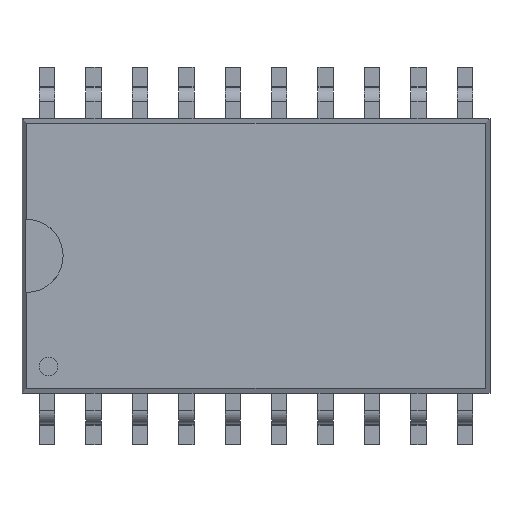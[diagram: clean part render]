
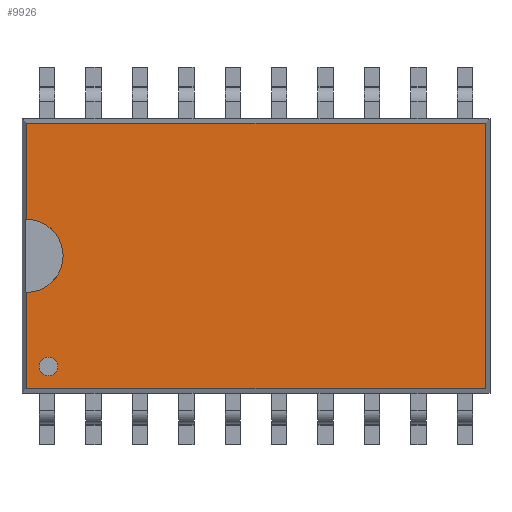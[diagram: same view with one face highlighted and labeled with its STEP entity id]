
A CAD part, top view. The second image highlights one B-rep face of the part: STEP entity #9926.
In plain terms, the highlighted planar face has unit normal (0, 0, 1).
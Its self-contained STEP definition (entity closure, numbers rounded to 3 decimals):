
#23 = DIRECTION ( 'NONE',  ( 0., 0., 1. ) ) ;
#61 = CARTESIAN_POINT ( 'NONE',  ( -6.276, 0., 1.15 ) ) ;
#81 = CARTESIAN_POINT ( 'NONE',  ( -6.276, 0., 1.15 ) ) ;
#302 = DIRECTION ( 'NONE',  ( 1., 0., 0. ) ) ;
#692 = AXIS2_PLACEMENT_3D ( 'NONE', #61, #8833, #1328 ) ;
#967 = ORIENTED_EDGE ( 'NONE', *, *, #1706, .T. ) ;
#1181 = AXIS2_PLACEMENT_3D ( 'NONE', #10398, #2898, #11677 ) ;
#1234 = CARTESIAN_POINT ( 'NONE',  ( -5.426, -3.026, 1.15 ) ) ;
#1328 = DIRECTION ( 'NONE',  ( 1., 0., 0. ) ) ;
#1347 = DIRECTION ( 'NONE',  ( 1., 0., 0. ) ) ;
#1359 = VERTEX_POINT ( 'NONE', #16001 ) ;
#1434 = CIRCLE ( 'NONE', #4742, 1. ) ;
#1544 = PLANE ( 'NONE',  #1181 ) ;
#1706 = EDGE_CURVE ( 'NONE', #11715, #13167, #1966, .T. ) ;
#1790 = CARTESIAN_POINT ( 'NONE',  ( -6.276, 3.75, 1.15 ) ) ;
#1966 = LINE ( 'NONE', #1790, #8233 ) ;
#1970 = CIRCLE ( 'NONE', #692, 1. ) ;
#2318 = EDGE_CURVE ( 'NONE', #3463, #5510, #8176, .T. ) ;
#2584 = VECTOR ( 'NONE', #11696, 1000. ) ;
#2636 = EDGE_CURVE ( 'NONE', #13998, #16229, #8501, .T. ) ;
#2798 = EDGE_LOOP ( 'NONE', ( #11666, #9037 ) ) ;
#2898 = DIRECTION ( 'NONE',  ( 0., 0., 1. ) ) ;
#2916 = CARTESIAN_POINT ( 'NONE',  ( -6.4, -3.626, 1.15 ) ) ;
#3134 = ORIENTED_EDGE ( 'NONE', *, *, #6359, .T. ) ;
#3463 = VERTEX_POINT ( 'NONE', #14269 ) ;
#3949 = CARTESIAN_POINT ( 'NONE',  ( -6.276, 3.75, 1.15 ) ) ;
#4135 = VECTOR ( 'NONE', #14120, 1000. ) ;
#4742 = AXIS2_PLACEMENT_3D ( 'NONE', #81, #8856, #1347 ) ;
#4781 = ORIENTED_EDGE ( 'NONE', *, *, #13749, .F. ) ;
#4961 = CIRCLE ( 'NONE', #12867, 0.25 ) ;
#5051 = CARTESIAN_POINT ( 'NONE',  ( 6.276, 3.626, 1.15 ) ) ;
#5129 = LINE ( 'NONE', #8474, #11777 ) ;
#5438 = CARTESIAN_POINT ( 'NONE',  ( 6.4, 3.626, 1.15 ) ) ;
#5510 = VERTEX_POINT ( 'NONE', #10862 ) ;
#6359 = EDGE_CURVE ( 'NONE', #5510, #9646, #12933, .T. ) ;
#7165 = CARTESIAN_POINT ( 'NONE',  ( -6.276, 1., 1.15 ) ) ;
#7539 = CARTESIAN_POINT ( 'NONE',  ( -5.676, -3.026, 1.15 ) ) ;
#7806 = VECTOR ( 'NONE', #13898, 1000. ) ;
#7830 = DIRECTION ( 'NONE',  ( 0., 0., 1. ) ) ;
#8176 = LINE ( 'NONE', #3949, #7806 ) ;
#8233 = VECTOR ( 'NONE', #11817, 1000. ) ;
#8432 = CARTESIAN_POINT ( 'NONE',  ( 6.276, -3.626, 1.15 ) ) ;
#8474 = CARTESIAN_POINT ( 'NONE',  ( 6.276, -3.75, 1.15 ) ) ;
#8501 = CIRCLE ( 'NONE', #8815, 0.25 ) ;
#8793 = DIRECTION ( 'NONE',  ( 1., 0., 0. ) ) ;
#8815 = AXIS2_PLACEMENT_3D ( 'NONE', #7539, #23, #8793 ) ;
#8833 = DIRECTION ( 'NONE',  ( 0., 0., 1. ) ) ;
#8856 = DIRECTION ( 'NONE',  ( 0., 0., 1. ) ) ;
#9037 = ORIENTED_EDGE ( 'NONE', *, *, #2636, .F. ) ;
#9152 = ORIENTED_EDGE ( 'NONE', *, *, #12963, .T. ) ;
#9646 = VERTEX_POINT ( 'NONE', #8432 ) ;
#9839 = VERTEX_POINT ( 'NONE', #5051 ) ;
#9926 = ADVANCED_FACE ( 'NONE', ( #10027, #13735 ), #1544, .T. ) ;
#10027 = FACE_OUTER_BOUND ( 'NONE', #15339, .T. ) ;
#10254 = EDGE_CURVE ( 'NONE', #9646, #9839, #5129, .T. ) ;
#10398 = CARTESIAN_POINT ( 'NONE',  ( 0., 0., 1.15 ) ) ;
#10862 = CARTESIAN_POINT ( 'NONE',  ( -6.276, -3.626, 1.15 ) ) ;
#11123 = ORIENTED_EDGE ( 'NONE', *, *, #10254, .T. ) ;
#11666 = ORIENTED_EDGE ( 'NONE', *, *, #12288, .F. ) ;
#11677 = DIRECTION ( 'NONE',  ( 1., 0., 0. ) ) ;
#11696 = DIRECTION ( 'NONE',  ( 1., 0., 0. ) ) ;
#11715 = VERTEX_POINT ( 'NONE', #13675 ) ;
#11777 = VECTOR ( 'NONE', #15997, 1000. ) ;
#11817 = DIRECTION ( 'NONE',  ( 0., -1., 0. ) ) ;
#12288 = EDGE_CURVE ( 'NONE', #16229, #13998, #4961, .T. ) ;
#12824 = EDGE_CURVE ( 'NONE', #3463, #1359, #1970, .T. ) ;
#12867 = AXIS2_PLACEMENT_3D ( 'NONE', #15338, #7830, #302 ) ;
#12933 = LINE ( 'NONE', #2916, #2584 ) ;
#12963 = EDGE_CURVE ( 'NONE', #9839, #11715, #13694, .T. ) ;
#13167 = VERTEX_POINT ( 'NONE', #7165 ) ;
#13675 = CARTESIAN_POINT ( 'NONE',  ( -6.276, 3.626, 1.15 ) ) ;
#13694 = LINE ( 'NONE', #5438, #4135 ) ;
#13735 = FACE_BOUND ( 'NONE', #2798, .T. ) ;
#13749 = EDGE_CURVE ( 'NONE', #1359, #13167, #1434, .T. ) ;
#13898 = DIRECTION ( 'NONE',  ( 0., -1., 0. ) ) ;
#13998 = VERTEX_POINT ( 'NONE', #15777 ) ;
#14120 = DIRECTION ( 'NONE',  ( -1., 0., 0. ) ) ;
#14269 = CARTESIAN_POINT ( 'NONE',  ( -6.276, -1., 1.15 ) ) ;
#15174 = ORIENTED_EDGE ( 'NONE', *, *, #2318, .T. ) ;
#15338 = CARTESIAN_POINT ( 'NONE',  ( -5.676, -3.026, 1.15 ) ) ;
#15339 = EDGE_LOOP ( 'NONE', ( #15489, #15174, #3134, #11123, #9152, #967, #4781 ) ) ;
#15489 = ORIENTED_EDGE ( 'NONE', *, *, #12824, .F. ) ;
#15777 = CARTESIAN_POINT ( 'NONE',  ( -5.926, -3.026, 1.15 ) ) ;
#15997 = DIRECTION ( 'NONE',  ( 0., 1., 0. ) ) ;
#16001 = CARTESIAN_POINT ( 'NONE',  ( -5.276, 0., 1.15 ) ) ;
#16229 = VERTEX_POINT ( 'NONE', #1234 ) ;
